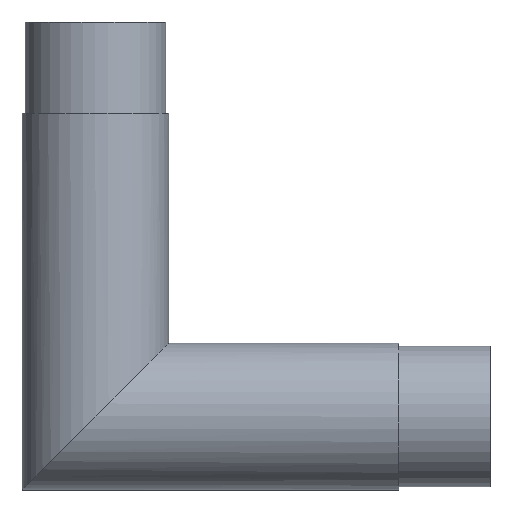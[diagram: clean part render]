
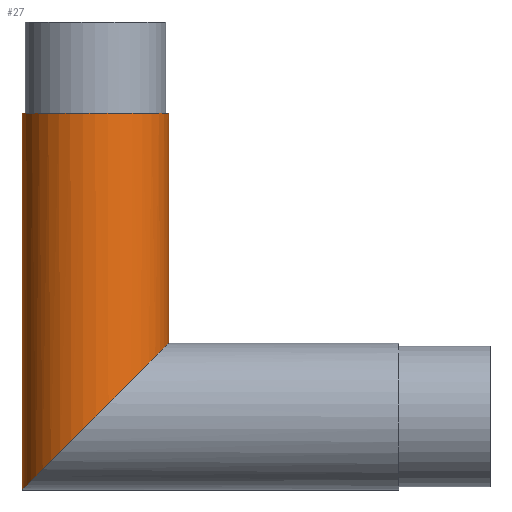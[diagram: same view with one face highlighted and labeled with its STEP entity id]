
A CAD part, front view. The second image highlights one B-rep face of the part: STEP entity #27.
In plain terms, the highlighted cylindrical face has radius 24.15 mm (diameter 48.3 mm), a partial arc.
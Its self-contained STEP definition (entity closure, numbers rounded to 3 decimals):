
#21 = DIRECTION ( 'NONE',  ( 0., 0., -1. ) ) ;
#27 = ADVANCED_FACE ( 'NONE', ( #481 ), #304, .T. ) ;
#34 = CIRCLE ( 'NONE', #233, 24.15 ) ;
#41 = DIRECTION ( 'NONE',  ( 0., 0., 1. ) ) ;
#43 = VERTEX_POINT ( 'NONE', #109 ) ;
#71 = ORIENTED_EDGE ( 'NONE', *, *, #511, .F. ) ;
#72 = CARTESIAN_POINT ( 'NONE',  ( 24.15, 0., 100. ) ) ;
#108 = CARTESIAN_POINT ( 'NONE',  ( -24.15, 0., -24.15 ) ) ;
#109 = CARTESIAN_POINT ( 'NONE',  ( -24.15, 0., -24.15 ) ) ;
#156 = CARTESIAN_POINT ( 'NONE',  ( 24.15, 0., 24.15 ) ) ;
#164 = EDGE_LOOP ( 'NONE', ( #71, #355, #382, #587 ) ) ;
#169 = VERTEX_POINT ( 'NONE', #403 ) ;
#176 = CARTESIAN_POINT ( 'NONE',  ( 0., 0., 100. ) ) ;
#186 = CARTESIAN_POINT ( 'NONE',  ( 24.15, 0., 100. ) ) ;
#193 = EDGE_CURVE ( 'NONE', #169, #230, #34, .T. ) ;
#228 = EDGE_CURVE ( 'NONE', #169, #43, #286, .T. ) ;
#230 = VERTEX_POINT ( 'NONE', #186 ) ;
#233 = AXIS2_PLACEMENT_3D ( 'NONE', #176, #41, #490 ) ;
#241 = DIRECTION ( 'NONE',  ( 0., 0., -1. ) ) ;
#250 = CARTESIAN_POINT ( 'NONE',  ( 24.15, -48.3, 24.15 ) ) ;
#253 = AXIS2_PLACEMENT_3D ( 'NONE', #343, #341, #519 ) ;
#274 =( BOUNDED_CURVE ( )  B_SPLINE_CURVE ( 3, ( #156, #250, #556, #108 ),
 .UNSPECIFIED., .F., .T. ) 
 B_SPLINE_CURVE_WITH_KNOTS ( ( 4, 4 ),
 ( 3.142, 6.283 ),
 .UNSPECIFIED. ) 
 CURVE ( )  GEOMETRIC_REPRESENTATION_ITEM ( )  RATIONAL_B_SPLINE_CURVE ( ( 1., 0.333, 0.333, 1. ) ) 
 REPRESENTATION_ITEM ( '' )  );
#286 = LINE ( 'NONE', #512, #572 ) ;
#304 = CYLINDRICAL_SURFACE ( 'NONE', #253, 24.15 ) ;
#340 = CARTESIAN_POINT ( 'NONE',  ( 24.15, 0., 24.15 ) ) ;
#341 = DIRECTION ( 'NONE',  ( 0., 0., -1. ) ) ;
#343 = CARTESIAN_POINT ( 'NONE',  ( 0., 0., 100. ) ) ;
#355 = ORIENTED_EDGE ( 'NONE', *, *, #193, .F. ) ;
#382 = ORIENTED_EDGE ( 'NONE', *, *, #228, .T. ) ;
#386 = VECTOR ( 'NONE', #21, 1000. ) ;
#403 = CARTESIAN_POINT ( 'NONE',  ( -24.15, 0., 100. ) ) ;
#430 = LINE ( 'NONE', #72, #386 ) ;
#459 = VERTEX_POINT ( 'NONE', #340 ) ;
#476 = EDGE_CURVE ( 'NONE', #459, #43, #274, .T. ) ;
#481 = FACE_OUTER_BOUND ( 'NONE', #164, .T. ) ;
#490 = DIRECTION ( 'NONE',  ( 1., 0., 0. ) ) ;
#511 = EDGE_CURVE ( 'NONE', #230, #459, #430, .T. ) ;
#512 = CARTESIAN_POINT ( 'NONE',  ( -24.15, 0., 100. ) ) ;
#519 = DIRECTION ( 'NONE',  ( -1., 0., 0. ) ) ;
#556 = CARTESIAN_POINT ( 'NONE',  ( -24.15, -48.3, -24.15 ) ) ;
#572 = VECTOR ( 'NONE', #241, 1000. ) ;
#587 = ORIENTED_EDGE ( 'NONE', *, *, #476, .F. ) ;
